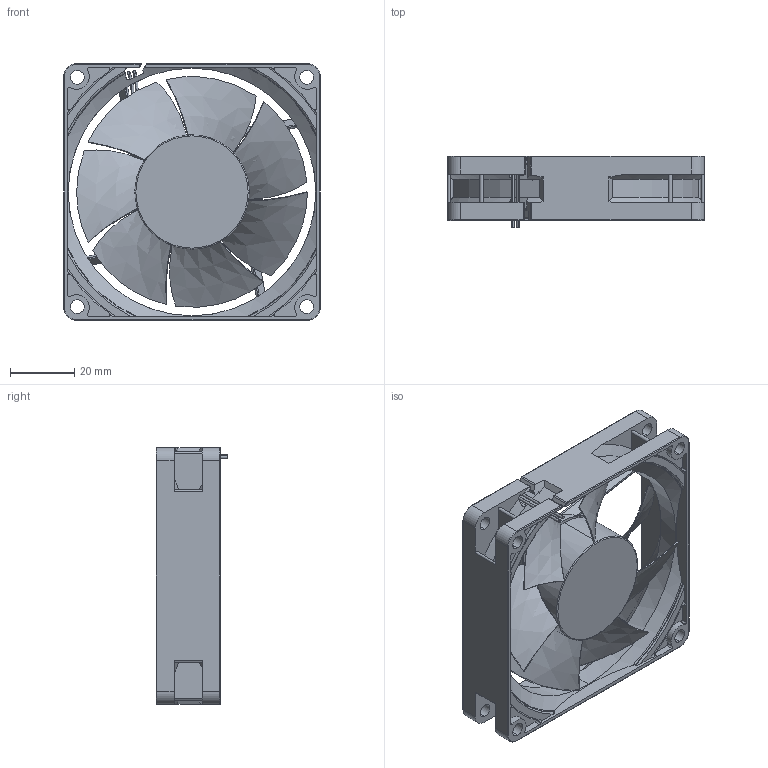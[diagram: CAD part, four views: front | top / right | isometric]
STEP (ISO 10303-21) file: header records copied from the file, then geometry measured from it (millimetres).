
FILE_DESCRIPTION (( 'STEP AP203' ), '1' );
FILE_NAME ('CUI_DEVICES_CFM-8020V-233-380.step', '2019-10-25T16:01:25', ( '' ), ( '' ), 'SwSTEP 2.0', 'SolidWorks 2019', '' );
FILE_SCHEMA (( 'CONFIG_CONTROL_DESIGN' ));
Length unit declared in the file: inch
Products named in the file (1): CUI_DEVICES_CFM-8020V-233-380
Bounding box: 80 x 22.41 x 80 mm (x, y, z)
Volume: 36427.9 mm3; surface area: 32782.2 mm2
Topology: 1 solids, 1 shells, 483 faces, 1332 edges, 847 vertices
Faces by surface type: cylinder 221, plane 129, torus 60, bspline 46, cone 24, sphere 3
Entity records: 22821 total; most frequent: CARTESIAN_POINT 10764, ORIENTED_EDGE 2648, DIRECTION 2430, EDGE_CURVE 1324, AXIS2_PLACEMENT_3D 965, VERTEX_POINT 846, CIRCLE 527, EDGE_LOOP 510
